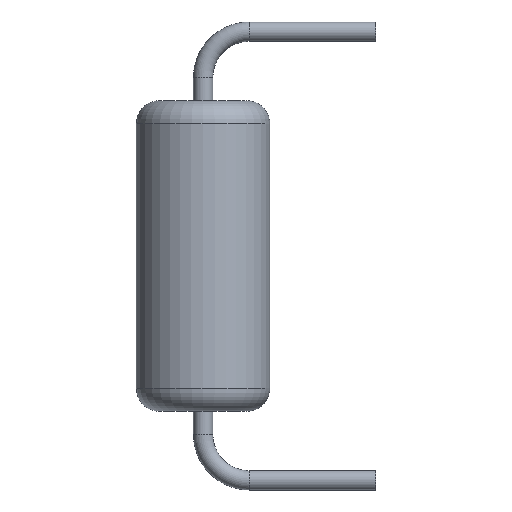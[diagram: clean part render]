
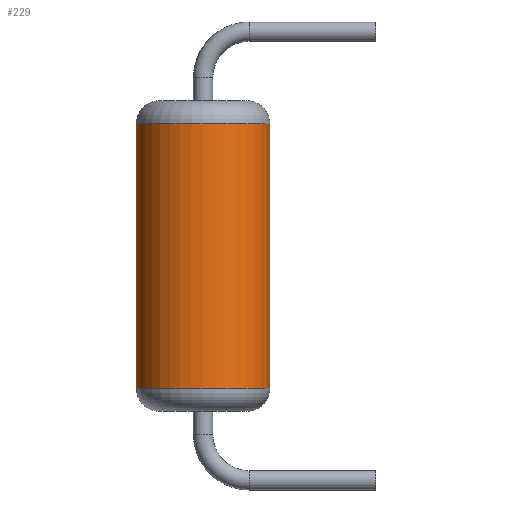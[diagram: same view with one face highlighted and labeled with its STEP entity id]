
A CAD part, front view. The second image highlights one B-rep face of the part: STEP entity #229.
In plain terms, the highlighted cylindrical face has radius 2.9 mm (diameter 5.8 mm), a full revolution.
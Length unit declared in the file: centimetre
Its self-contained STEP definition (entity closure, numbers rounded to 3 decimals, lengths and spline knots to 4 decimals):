
#121=VERTEX_POINT('',#328);
#122=VERTEX_POINT('',#331);
#133=CIRCLE('',#251,0.29);
#134=CIRCLE('',#253,0.29);
#145=EDGE_CURVE('',#121,#121,#133,.T.);
#146=EDGE_CURVE('',#122,#122,#134,.T.);
#164=ORIENTED_EDGE('',*,*,#146,.F.);
#165=ORIENTED_EDGE('',*,*,#145,.F.);
#188=EDGE_LOOP('',(#164));
#189=EDGE_LOOP('',(#165));
#212=FACE_BOUND('',#188,.T.);
#213=FACE_BOUND('',#189,.T.);
#229=ADVANCED_FACE('',(#212,#213),#341,.T.);
#251=AXIS2_PLACEMENT_3D('',#327,#289,#290);
#252=AXIS2_PLACEMENT_3D('',#329,#291,#292);
#253=AXIS2_PLACEMENT_3D('',#330,#293,#294);
#289=DIRECTION('',(0.,0.,-1.));
#290=DIRECTION('',(-0.29,0.,0.));
#291=DIRECTION('',(0.,0.,1.));
#292=DIRECTION('',(0.29,0.,0.));
#293=DIRECTION('',(0.,0.,1.));
#294=DIRECTION('',(-0.29,0.,0.));
#327=CARTESIAN_POINT('',(0.,0.,-0.575));
#328=CARTESIAN_POINT('',(0.29,0.,-0.575));
#329=CARTESIAN_POINT('',(0.,0.,-0.675));
#330=CARTESIAN_POINT('',(0.,0.,0.575));
#331=CARTESIAN_POINT('',(0.29,0.,0.575));
#341=CYLINDRICAL_SURFACE('',#252,0.29);
